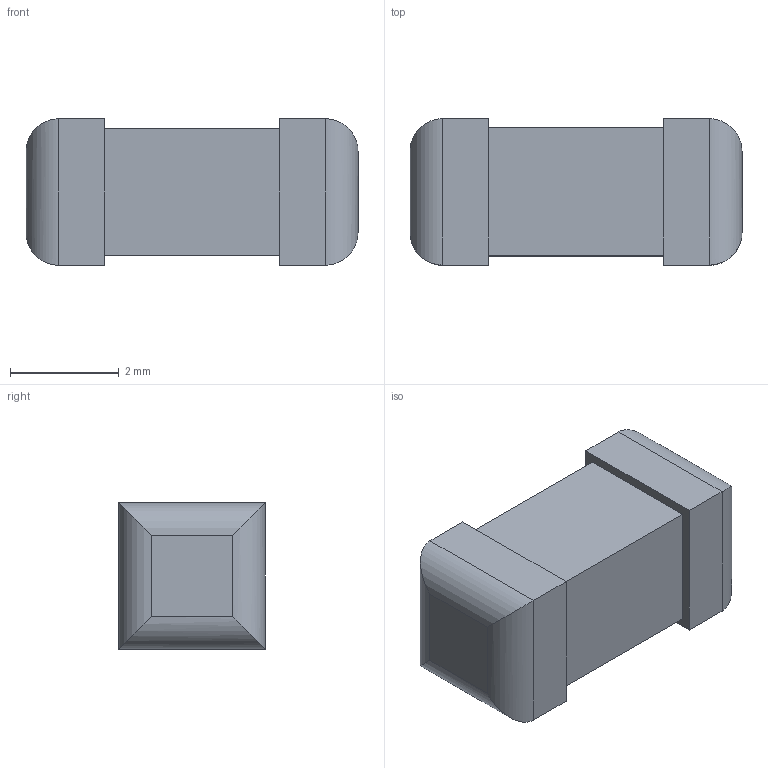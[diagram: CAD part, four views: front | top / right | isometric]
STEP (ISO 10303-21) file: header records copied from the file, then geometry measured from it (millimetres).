
FILE_DESCRIPTION (( 'STEP AP214' ), '1' );
FILE_NAME ('User Library-fuse smd-1.STEP', '2018-07-30T13:28:21', ( '' ), ( '' ), 'SwSTEP 2.0', 'SolidWorks 2018', '' );
FILE_SCHEMA (( 'AUTOMOTIVE_DESIGN' ));
Length unit declared in the file: millimetre
Products named in the file (1): User Library-fuse smd-1
Bounding box: 6.1 x 2.69 x 2.69 mm (x, y, z)
Volume: 37.2 mm3; surface area: 73.4 mm2
Topology: 1 solids, 1 shells, 73 faces, 178 edges, 116 vertices
Faces by surface type: plane 56, bspline 9, cylinder 8
Entity records: 3647 total; most frequent: CARTESIAN_POINT 1177, ORIENTED_EDGE 356, DIRECTION 282, EDGE_CURVE 178, VECTOR 152, LINE 152, VERTEX_POINT 116, EDGE_LOOP 82
